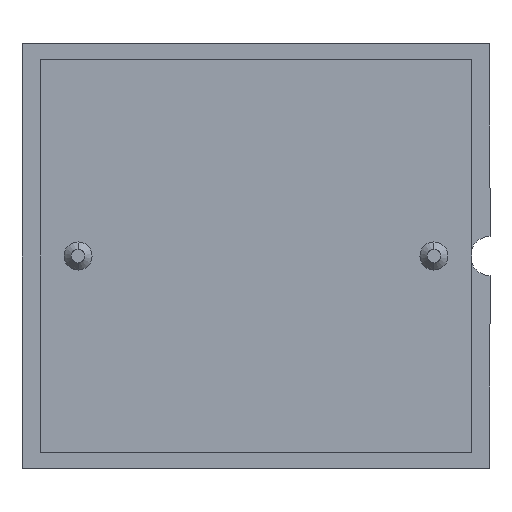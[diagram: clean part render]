
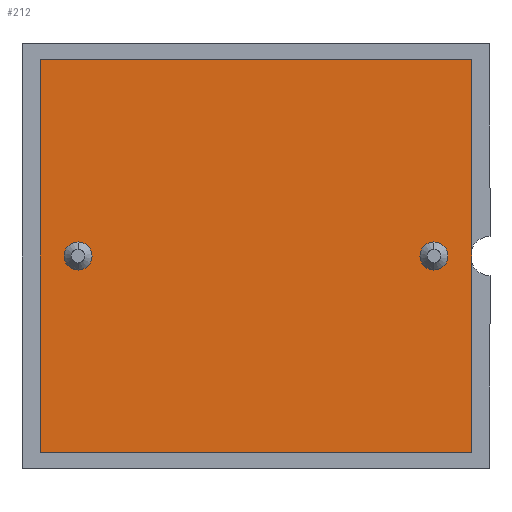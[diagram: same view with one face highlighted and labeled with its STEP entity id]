
A CAD part, front view. The second image highlights one B-rep face of the part: STEP entity #212.
In plain terms, the highlighted planar face has unit normal (0, -1, 0).
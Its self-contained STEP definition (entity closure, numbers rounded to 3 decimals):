
#2 = CARTESIAN_POINT ( 'NONE',  ( -6.35, -2.25, -0.5 ) ) ;
#5 = EDGE_LOOP ( 'NONE', ( #542, #603 ) ) ;
#8 = DIRECTION ( 'NONE',  ( 0., 0., 1. ) ) ;
#14 = ORIENTED_EDGE ( 'NONE', *, *, #179, .F. ) ;
#23 = EDGE_CURVE ( 'NONE', #399, #622, #107, .T. ) ;
#52 = CARTESIAN_POINT ( 'NONE',  ( -7.7, -2.25, -7. ) ) ;
#70 = CIRCLE ( 'NONE', #745, 0.5 ) ;
#76 = CARTESIAN_POINT ( 'NONE',  ( -7.7, -2.25, 7. ) ) ;
#100 = AXIS2_PLACEMENT_3D ( 'NONE', #874, #440, #8 ) ;
#107 = LINE ( 'NONE', #252, #519 ) ;
#115 = ORIENTED_EDGE ( 'NONE', *, *, #408, .T. ) ;
#117 = ORIENTED_EDGE ( 'NONE', *, *, #210, .T. ) ;
#122 = DIRECTION ( 'NONE',  ( -1., 0., 0. ) ) ;
#143 = CIRCLE ( 'NONE', #403, 0.5 ) ;
#146 = EDGE_LOOP ( 'NONE', ( #486, #14 ) ) ;
#147 = CARTESIAN_POINT ( 'NONE',  ( 7.7, -2.25, 7. ) ) ;
#153 = VERTEX_POINT ( 'NONE', #579 ) ;
#155 = CARTESIAN_POINT ( 'NONE',  ( -6.35, -2.25, 0.5 ) ) ;
#159 = ORIENTED_EDGE ( 'NONE', *, *, #23, .T. ) ;
#177 = VERTEX_POINT ( 'NONE', #2 ) ;
#179 = EDGE_CURVE ( 'NONE', #153, #846, #594, .T. ) ;
#185 = FACE_OUTER_BOUND ( 'NONE', #479, .T. ) ;
#195 = ORIENTED_EDGE ( 'NONE', *, *, #602, .T. ) ;
#210 = EDGE_CURVE ( 'NONE', #622, #250, #567, .T. ) ;
#212 = ADVANCED_FACE ( 'NONE', ( #547, #185, #763 ), #222, .T. ) ;
#222 = PLANE ( 'NONE',  #246 ) ;
#230 = VERTEX_POINT ( 'NONE', #147 ) ;
#240 = VERTEX_POINT ( 'NONE', #155 ) ;
#246 = AXIS2_PLACEMENT_3D ( 'NONE', #76, #732, #298 ) ;
#250 = VERTEX_POINT ( 'NONE', #591 ) ;
#252 = CARTESIAN_POINT ( 'NONE',  ( -7.7, -2.25, -7. ) ) ;
#259 = AXIS2_PLACEMENT_3D ( 'NONE', #858, #427, #933 ) ;
#284 = CARTESIAN_POINT ( 'NONE',  ( -6.35, -2.25, 0. ) ) ;
#294 = CARTESIAN_POINT ( 'NONE',  ( 6.35, -2.25, 0.5 ) ) ;
#297 = DIRECTION ( 'NONE',  ( 0., -1., 0. ) ) ;
#298 = DIRECTION ( 'NONE',  ( 0., 0., -1. ) ) ;
#336 = CIRCLE ( 'NONE', #259, 0.5 ) ;
#360 = DIRECTION ( 'NONE',  ( 0., 0., -1. ) ) ;
#399 = VERTEX_POINT ( 'NONE', #464 ) ;
#403 = AXIS2_PLACEMENT_3D ( 'NONE', #284, #786, #360 ) ;
#408 = EDGE_CURVE ( 'NONE', #250, #230, #605, .T. ) ;
#411 = VECTOR ( 'NONE', #539, 1000. ) ;
#427 = DIRECTION ( 'NONE',  ( 0., -1., 0. ) ) ;
#440 = DIRECTION ( 'NONE',  ( 0., -1., 0. ) ) ;
#464 = CARTESIAN_POINT ( 'NONE',  ( -7.7, -2.25, 7. ) ) ;
#479 = EDGE_LOOP ( 'NONE', ( #159, #117, #115, #195 ) ) ;
#486 = ORIENTED_EDGE ( 'NONE', *, *, #751, .F. ) ;
#514 = DIRECTION ( 'NONE',  ( 1., 0., 0. ) ) ;
#519 = VECTOR ( 'NONE', #685, 1000. ) ;
#539 = DIRECTION ( 'NONE',  ( 0., 0., 1. ) ) ;
#542 = ORIENTED_EDGE ( 'NONE', *, *, #767, .F. ) ;
#547 = FACE_BOUND ( 'NONE', #5, .T. ) ;
#567 = LINE ( 'NONE', #586, #930 ) ;
#579 = CARTESIAN_POINT ( 'NONE',  ( 6.35, -2.25, -0.5 ) ) ;
#586 = CARTESIAN_POINT ( 'NONE',  ( 7.7, -2.25, -7. ) ) ;
#591 = CARTESIAN_POINT ( 'NONE',  ( 7.7, -2.25, -7. ) ) ;
#594 = CIRCLE ( 'NONE', #100, 0.5 ) ;
#602 = EDGE_CURVE ( 'NONE', #230, #399, #636, .T. ) ;
#603 = ORIENTED_EDGE ( 'NONE', *, *, #854, .F. ) ;
#605 = LINE ( 'NONE', #677, #411 ) ;
#622 = VERTEX_POINT ( 'NONE', #52 ) ;
#627 = CARTESIAN_POINT ( 'NONE',  ( 7.7, -2.25, 7. ) ) ;
#636 = LINE ( 'NONE', #627, #832 ) ;
#677 = CARTESIAN_POINT ( 'NONE',  ( 7.7, -2.25, -7. ) ) ;
#685 = DIRECTION ( 'NONE',  ( 0., 0., -1. ) ) ;
#729 = CARTESIAN_POINT ( 'NONE',  ( -6.35, -2.25, 0. ) ) ;
#732 = DIRECTION ( 'NONE',  ( 0., -1., 0. ) ) ;
#745 = AXIS2_PLACEMENT_3D ( 'NONE', #729, #297, #799 ) ;
#751 = EDGE_CURVE ( 'NONE', #846, #153, #336, .T. ) ;
#763 = FACE_BOUND ( 'NONE', #146, .T. ) ;
#767 = EDGE_CURVE ( 'NONE', #177, #240, #143, .T. ) ;
#786 = DIRECTION ( 'NONE',  ( 0., -1., 0. ) ) ;
#799 = DIRECTION ( 'NONE',  ( 0., 0., -1. ) ) ;
#832 = VECTOR ( 'NONE', #122, 1000. ) ;
#846 = VERTEX_POINT ( 'NONE', #294 ) ;
#854 = EDGE_CURVE ( 'NONE', #240, #177, #70, .T. ) ;
#858 = CARTESIAN_POINT ( 'NONE',  ( 6.35, -2.25, 0. ) ) ;
#874 = CARTESIAN_POINT ( 'NONE',  ( 6.35, -2.25, 0. ) ) ;
#930 = VECTOR ( 'NONE', #514, 1000. ) ;
#933 = DIRECTION ( 'NONE',  ( 0., 0., 1. ) ) ;
